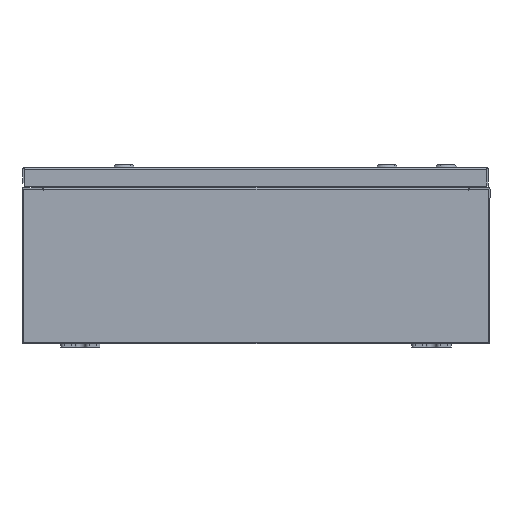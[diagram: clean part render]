
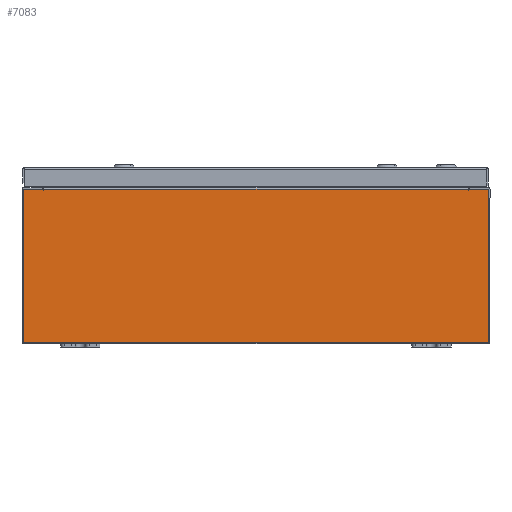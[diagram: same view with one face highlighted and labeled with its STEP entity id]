
A CAD part, front view. The second image highlights one B-rep face of the part: STEP entity #7083.
In plain terms, the highlighted face is planar.
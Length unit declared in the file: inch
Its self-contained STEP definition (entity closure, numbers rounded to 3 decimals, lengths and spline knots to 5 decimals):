
#200 = VECTOR ( 'NONE', #29155, 39.37008 ) ;
#508 = DIRECTION ( 'NONE',  ( 0., 1., 0. ) ) ;
#598 = CARTESIAN_POINT ( 'NONE',  ( -10.8872, 0., 3.9123 ) ) ;
#763 = CARTESIAN_POINT ( 'NONE',  ( 0., 0., 0. ) ) ;
#1760 = ORIENTED_EDGE ( 'NONE', *, *, #60355, .T. ) ;
#1788 = ORIENTED_EDGE ( 'NONE', *, *, #23198, .F. ) ;
#3629 = ORIENTED_EDGE ( 'NONE', *, *, #58331, .T. ) ;
#5122 = CARTESIAN_POINT ( 'NONE',  ( -11.9253, 0., 3.9253 ) ) ;
#5759 = DIRECTION ( 'NONE',  ( 0., 0., -1. ) ) ;
#6980 = CARTESIAN_POINT ( 'NONE',  ( 10.92455, 0., 3.9253 ) ) ;
#7083 = ADVANCED_FACE ( 'NONE', ( #43419 ), #59503, .F. ) ;
#7804 = CARTESIAN_POINT ( 'NONE',  ( 11.9253, 0., 3.9253 ) ) ;
#8232 = CARTESIAN_POINT ( 'NONE',  ( 10.8872, 0., 3.87495 ) ) ;
#8285 = CARTESIAN_POINT ( 'NONE',  ( -10.92455, 0., 3.87495 ) ) ;
#8938 = CARTESIAN_POINT ( 'NONE',  ( -11.9253, 0., -3.9253 ) ) ;
#9819 = DIRECTION ( 'NONE',  ( 0., 1., 0. ) ) ;
#11115 = DIRECTION ( 'NONE',  ( 0., 0., -1. ) ) ;
#11355 = VECTOR ( 'NONE', #12727, 39.37008 ) ;
#11430 = LINE ( 'NONE', #598, #62001 ) ;
#12228 = LINE ( 'NONE', #14130, #62795 ) ;
#12500 = LINE ( 'NONE', #57137, #59969 ) ;
#12727 = DIRECTION ( 'NONE',  ( 0., 0., -1. ) ) ;
#12734 = ORIENTED_EDGE ( 'NONE', *, *, #57716, .T. ) ;
#14130 = CARTESIAN_POINT ( 'NONE',  ( -11.9253, 0., 3.9253 ) ) ;
#14167 = VERTEX_POINT ( 'NONE', #26572 ) ;
#14640 = EDGE_CURVE ( 'NONE', #57306, #41660, #50623, .T. ) ;
#16110 = LINE ( 'NONE', #5122, #53622 ) ;
#16657 = ORIENTED_EDGE ( 'NONE', *, *, #14640, .F. ) ;
#16874 = VERTEX_POINT ( 'NONE', #59548 ) ;
#17563 = EDGE_CURVE ( 'NONE', #14167, #51637, #37423, .T. ) ;
#18165 = ORIENTED_EDGE ( 'NONE', *, *, #54738, .F. ) ;
#19081 = DIRECTION ( 'NONE',  ( 0., 0., 1. ) ) ;
#20913 = LINE ( 'NONE', #60418, #45390 ) ;
#22014 = CARTESIAN_POINT ( 'NONE',  ( -10.8872, 0., 3.9123 ) ) ;
#22596 = EDGE_CURVE ( 'NONE', #41660, #60074, #26340, .T. ) ;
#23157 = LINE ( 'NONE', #38667, #47626 ) ;
#23198 = EDGE_CURVE ( 'NONE', #62362, #55916, #12500, .T. ) ;
#23774 = DIRECTION ( 'NONE',  ( 0., 0., -1. ) ) ;
#24272 = CARTESIAN_POINT ( 'NONE',  ( -10.92455, 0., 0. ) ) ;
#25968 = DIRECTION ( 'NONE',  ( 0., 0., 1. ) ) ;
#26340 = LINE ( 'NONE', #24272, #200 ) ;
#26572 = CARTESIAN_POINT ( 'NONE',  ( 11.9253, 0., 3.9253 ) ) ;
#27826 = VERTEX_POINT ( 'NONE', #8232 ) ;
#29006 = LINE ( 'NONE', #48366, #40508 ) ;
#29155 = DIRECTION ( 'NONE',  ( 0., 0., 1. ) ) ;
#29463 = CARTESIAN_POINT ( 'NONE',  ( -11.9253, 0., 3.9253 ) ) ;
#29700 = VECTOR ( 'NONE', #11115, 39.37008 ) ;
#29910 = CARTESIAN_POINT ( 'NONE',  ( -10.90588, 0., 3.87495 ) ) ;
#34817 = DIRECTION ( 'NONE',  ( 0., 0., -1. ) ) ;
#35000 = EDGE_LOOP ( 'NONE', ( #39374, #16657, #60622, #1760, #18165, #52454, #1788, #12734, #62890, #62321, #3629, #53726 ) ) ;
#35093 = DIRECTION ( 'NONE',  ( 0., -1., 0. ) ) ;
#36425 = CIRCLE ( 'NONE', #55130, 0.01867 ) ;
#37303 = CARTESIAN_POINT ( 'NONE',  ( -10.8872, 0., 3.87495 ) ) ;
#37423 = LINE ( 'NONE', #7804, #11355 ) ;
#37718 = DIRECTION ( 'NONE',  ( -1., 0., 0. ) ) ;
#38667 = CARTESIAN_POINT ( 'NONE',  ( -11.9253, 0., 3.9253 ) ) ;
#39174 = CARTESIAN_POINT ( 'NONE',  ( 10.90588, 0., 3.87495 ) ) ;
#39374 = ORIENTED_EDGE ( 'NONE', *, *, #22596, .F. ) ;
#40508 = VECTOR ( 'NONE', #37718, 39.37008 ) ;
#41123 = CARTESIAN_POINT ( 'NONE',  ( 10.92455, 0., 3.87495 ) ) ;
#41660 = VERTEX_POINT ( 'NONE', #8285 ) ;
#42967 = VERTEX_POINT ( 'NONE', #29463 ) ;
#43357 = DIRECTION ( 'NONE',  ( 1., 0., 0. ) ) ;
#43419 = FACE_OUTER_BOUND ( 'NONE', #35000, .T. ) ;
#44093 = DIRECTION ( 'NONE',  ( 0., 0., -1. ) ) ;
#44100 = DIRECTION ( 'NONE',  ( 1., 0., 0. ) ) ;
#45390 = VECTOR ( 'NONE', #25968, 39.37008 ) ;
#46821 = EDGE_CURVE ( 'NONE', #42967, #60074, #23157, .T. ) ;
#47287 = LINE ( 'NONE', #50101, #29700 ) ;
#47519 = VERTEX_POINT ( 'NONE', #8938 ) ;
#47626 = VECTOR ( 'NONE', #43357, 39.37008 ) ;
#48245 = EDGE_CURVE ( 'NONE', #55916, #27826, #36425, .T. ) ;
#48366 = CARTESIAN_POINT ( 'NONE',  ( -11.9253, 0., -3.9253 ) ) ;
#49190 = AXIS2_PLACEMENT_3D ( 'NONE', #29910, #508, #34817 ) ;
#50101 = CARTESIAN_POINT ( 'NONE',  ( -10.8872, 0., 0. ) ) ;
#50623 = CIRCLE ( 'NONE', #49190, 0.01867 ) ;
#51637 = VERTEX_POINT ( 'NONE', #59162 ) ;
#52454 = ORIENTED_EDGE ( 'NONE', *, *, #48245, .F. ) ;
#53622 = VECTOR ( 'NONE', #44100, 39.37008 ) ;
#53726 = ORIENTED_EDGE ( 'NONE', *, *, #46821, .T. ) ;
#54738 = EDGE_CURVE ( 'NONE', #27826, #16874, #20913, .T. ) ;
#55130 = AXIS2_PLACEMENT_3D ( 'NONE', #39174, #9819, #44093 ) ;
#55916 = VERTEX_POINT ( 'NONE', #41123 ) ;
#57137 = CARTESIAN_POINT ( 'NONE',  ( 10.92455, 0., 0. ) ) ;
#57306 = VERTEX_POINT ( 'NONE', #37303 ) ;
#57716 = EDGE_CURVE ( 'NONE', #62362, #14167, #16110, .T. ) ;
#58013 = DIRECTION ( 'NONE',  ( 1., 0., 0. ) ) ;
#58331 = EDGE_CURVE ( 'NONE', #47519, #42967, #12228, .T. ) ;
#58624 = VERTEX_POINT ( 'NONE', #22014 ) ;
#59162 = CARTESIAN_POINT ( 'NONE',  ( 11.9253, 0., -3.9253 ) ) ;
#59503 = PLANE ( 'NONE',  #62244 ) ;
#59548 = CARTESIAN_POINT ( 'NONE',  ( 10.8872, 0., 3.9123 ) ) ;
#59969 = VECTOR ( 'NONE', #23774, 39.37008 ) ;
#60074 = VERTEX_POINT ( 'NONE', #62774 ) ;
#60355 = EDGE_CURVE ( 'NONE', #58624, #16874, #11430, .T. ) ;
#60418 = CARTESIAN_POINT ( 'NONE',  ( 10.8872, 0., 0. ) ) ;
#60622 = ORIENTED_EDGE ( 'NONE', *, *, #62816, .F. ) ;
#61535 = EDGE_CURVE ( 'NONE', #51637, #47519, #29006, .T. ) ;
#62001 = VECTOR ( 'NONE', #58013, 39.37008 ) ;
#62244 = AXIS2_PLACEMENT_3D ( 'NONE', #763, #35093, #5759 ) ;
#62321 = ORIENTED_EDGE ( 'NONE', *, *, #61535, .T. ) ;
#62362 = VERTEX_POINT ( 'NONE', #6980 ) ;
#62774 = CARTESIAN_POINT ( 'NONE',  ( -10.92455, 0., 3.9253 ) ) ;
#62795 = VECTOR ( 'NONE', #19081, 39.37008 ) ;
#62816 = EDGE_CURVE ( 'NONE', #58624, #57306, #47287, .T. ) ;
#62890 = ORIENTED_EDGE ( 'NONE', *, *, #17563, .T. ) ;
